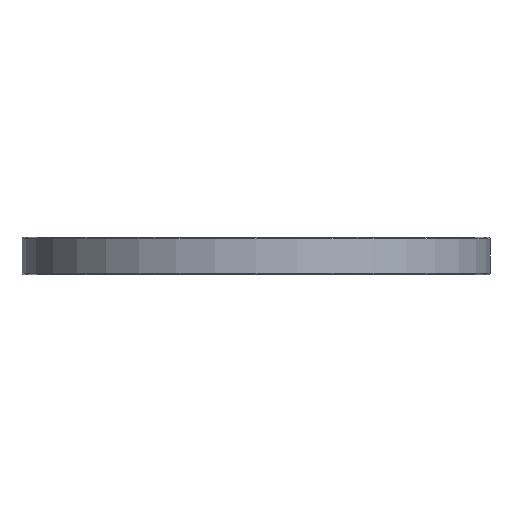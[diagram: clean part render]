
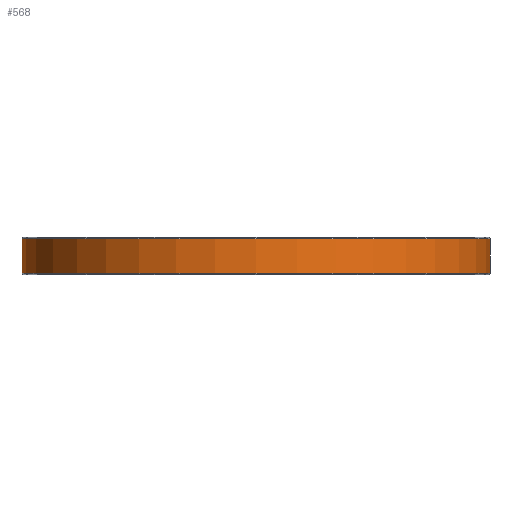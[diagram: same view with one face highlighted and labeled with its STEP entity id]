
A CAD part, front view. The second image highlights one B-rep face of the part: STEP entity #568.
In plain terms, the highlighted cylindrical face has radius 170 mm (diameter 340 mm), a partial arc.
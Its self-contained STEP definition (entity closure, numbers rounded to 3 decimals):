
#80 = DIRECTION ( 'NONE',  ( -1., 0., 0. ) ) ;
#171 = CARTESIAN_POINT ( 'NONE',  ( -170., 0., 26. ) ) ;
#213 = EDGE_CURVE ( 'NONE', #1759, #1359, #672, .T. ) ;
#225 = FACE_OUTER_BOUND ( 'NONE', #1425, .T. ) ;
#237 = DIRECTION ( 'NONE',  ( 0., 0., -1. ) ) ;
#268 = VERTEX_POINT ( 'NONE', #581 ) ;
#273 = LINE ( 'NONE', #864, #274 ) ;
#274 = VECTOR ( 'NONE', #1424, 1000. ) ;
#281 = DIRECTION ( 'NONE',  ( 1., 0., 0. ) ) ;
#290 = DIRECTION ( 'NONE',  ( 0., 0., -1. ) ) ;
#322 = CARTESIAN_POINT ( 'NONE',  ( 0., 0., 1. ) ) ;
#363 = AXIS2_PLACEMENT_3D ( 'NONE', #322, #1474, #1333 ) ;
#429 = CARTESIAN_POINT ( 'NONE',  ( 0., 0., 26. ) ) ;
#468 = VERTEX_POINT ( 'NONE', #171 ) ;
#485 = CARTESIAN_POINT ( 'NONE',  ( -170., 0., 1. ) ) ;
#568 = ADVANCED_FACE ( 'NONE', ( #225 ), #1825, .T. ) ;
#581 = CARTESIAN_POINT ( 'NONE',  ( 170., 0., 26. ) ) ;
#582 = AXIS2_PLACEMENT_3D ( 'NONE', #429, #290, #281 ) ;
#600 = ORIENTED_EDGE ( 'NONE', *, *, #1866, .F. ) ;
#672 = CIRCLE ( 'NONE', #363, 170. ) ;
#743 = AXIS2_PLACEMENT_3D ( 'NONE', #803, #237, #80 ) ;
#792 = ORIENTED_EDGE ( 'NONE', *, *, #1047, .T. ) ;
#803 = CARTESIAN_POINT ( 'NONE',  ( 0., 0., 27. ) ) ;
#839 = ORIENTED_EDGE ( 'NONE', *, *, #213, .T. ) ;
#864 = CARTESIAN_POINT ( 'NONE',  ( -170., 0., 27. ) ) ;
#943 = LINE ( 'NONE', #1775, #1044 ) ;
#1044 = VECTOR ( 'NONE', #1658, 1000. ) ;
#1047 = EDGE_CURVE ( 'NONE', #468, #1759, #273, .T. ) ;
#1194 = ORIENTED_EDGE ( 'NONE', *, *, #1610, .T. ) ;
#1333 = DIRECTION ( 'NONE',  ( 1., 0., 0. ) ) ;
#1359 = VERTEX_POINT ( 'NONE', #1520 ) ;
#1424 = DIRECTION ( 'NONE',  ( 0., 0., -1. ) ) ;
#1425 = EDGE_LOOP ( 'NONE', ( #600, #1194, #792, #839 ) ) ;
#1474 = DIRECTION ( 'NONE',  ( 0., 0., 1. ) ) ;
#1520 = CARTESIAN_POINT ( 'NONE',  ( 170., 0., 1. ) ) ;
#1564 = CIRCLE ( 'NONE', #582, 170. ) ;
#1610 = EDGE_CURVE ( 'NONE', #268, #468, #1564, .T. ) ;
#1658 = DIRECTION ( 'NONE',  ( 0., 0., -1. ) ) ;
#1759 = VERTEX_POINT ( 'NONE', #485 ) ;
#1775 = CARTESIAN_POINT ( 'NONE',  ( 170., 0., 27. ) ) ;
#1825 = CYLINDRICAL_SURFACE ( 'NONE', #743, 170. ) ;
#1866 = EDGE_CURVE ( 'NONE', #268, #1359, #943, .T. ) ;
